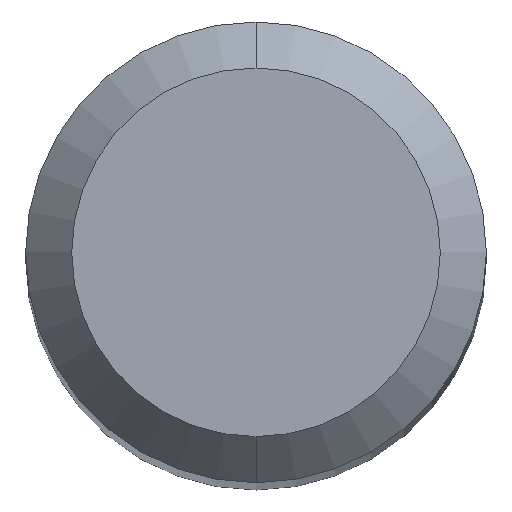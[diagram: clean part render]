
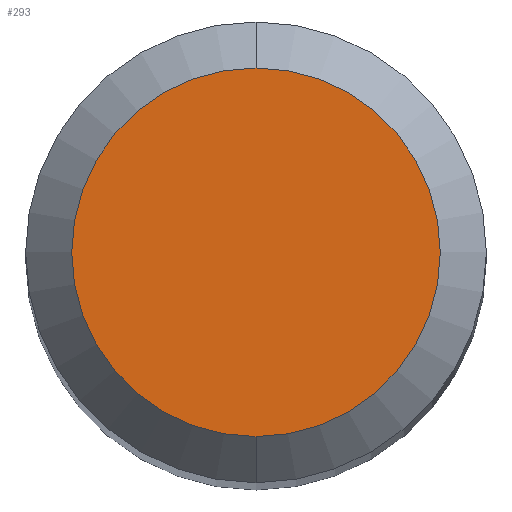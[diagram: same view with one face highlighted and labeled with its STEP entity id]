
A CAD part, top view. The second image highlights one B-rep face of the part: STEP entity #293.
In plain terms, the highlighted planar face has unit normal (0, 0, 1).
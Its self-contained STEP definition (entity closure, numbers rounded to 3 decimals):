
#249=VERTEX_POINT('',#564);
#267=EDGE_CURVE('',#249,#393,#582,.T.);
#293=ADVANCED_FACE('',(#610),#611,.T.);
#363=EDGE_CURVE('',#393,#249,#686,.T.);
#393=VERTEX_POINT('',#720);
#564=CARTESIAN_POINT('',(0.0,1.2,0.0));
#582=CIRCLE('',#1018,1.2);
#610=FACE_OUTER_BOUND('',#1079,.T.);
#611=PLANE('',#1080);
#686=CIRCLE('',#1235,1.2);
#720=CARTESIAN_POINT('',(0.,-1.2,0.0));
#1018=AXIS2_PLACEMENT_3D('',#1536,#1537,#1538);
#1079=EDGE_LOOP('',(#1561,#1562));
#1080=AXIS2_PLACEMENT_3D('',#1563,#1564,#1565);
#1235=AXIS2_PLACEMENT_3D('',#1634,#1635,#1636);
#1536=CARTESIAN_POINT('',(0.0,0.0,0.0));
#1537=DIRECTION('',(0.0,0.0,-1.0));
#1538=DIRECTION('',(0.0,1.0,0.0));
#1561=ORIENTED_EDGE('',*,*,#267,.F.);
#1562=ORIENTED_EDGE('',*,*,#363,.F.);
#1563=CARTESIAN_POINT('',(0.0,0.6,0.0));
#1564=DIRECTION('',(-0.0,0.0,1.0));
#1565=DIRECTION('',(0.0,-1.0,0.0));
#1634=CARTESIAN_POINT('',(0.0,0.0,0.0));
#1635=DIRECTION('',(0.0,0.0,-1.0));
#1636=DIRECTION('',(0.0,1.0,0.0));
